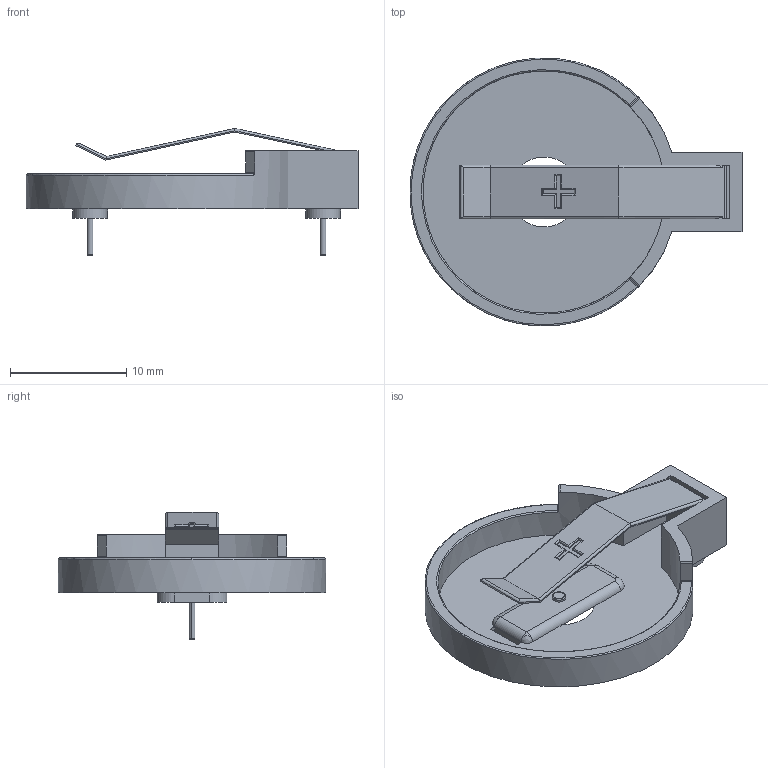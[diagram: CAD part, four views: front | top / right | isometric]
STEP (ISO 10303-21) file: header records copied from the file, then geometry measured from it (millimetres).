
FILE_DESCRIPTION (( 'STEP AP214' ), '1' );
FILE_NAME ('User Library-BATTERY HOLDER CR2032.STEP', '2021-10-09T13:36:12', ( '' ), ( '' ), 'SwSTEP 2.0', 'SolidWorks 2021', '' );
FILE_SCHEMA (( 'AUTOMOTIVE_DESIGN' ));
Length unit declared in the file: millimetre
Products named in the file (1): User Library-BATTERY HOLDER CR2032
Bounding box: 28.5 x 22.97 x 10.91 mm (x, y, z)
Volume: 597.5 mm3; surface area: 1785.7 mm2
Topology: 1 solids, 1 shells, 115 faces, 292 edges, 180 vertices
Faces by surface type: plane 55, cylinder 42, bspline 16, torus 2
Entity records: 5266 total; most frequent: CARTESIAN_POINT 1359, ORIENTED_EDGE 578, DIRECTION 496, EDGE_CURVE 289, VERTEX_POINT 180, VECTOR 176, LINE 176, AXIS2_PLACEMENT_3D 160
